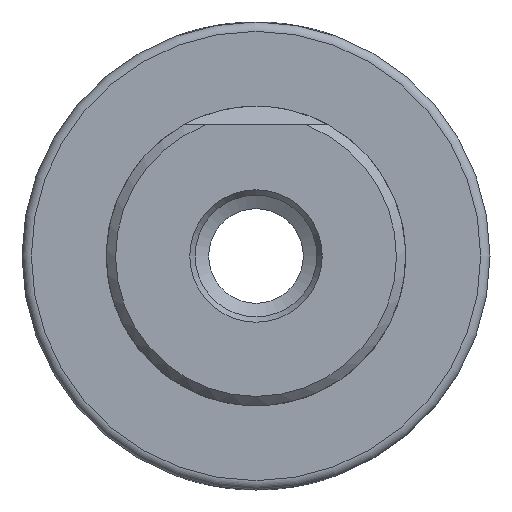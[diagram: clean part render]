
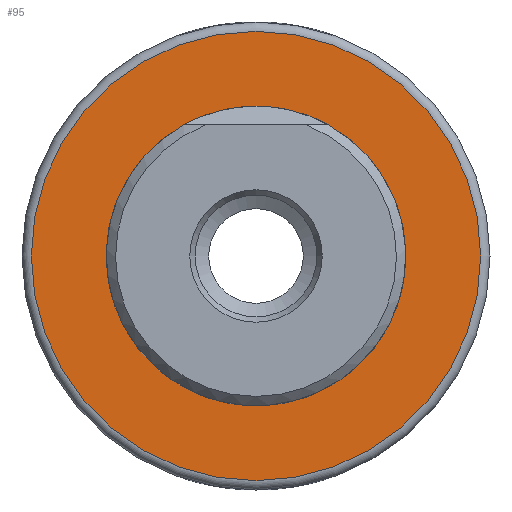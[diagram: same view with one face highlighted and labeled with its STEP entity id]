
A CAD part, left-side view. The second image highlights one B-rep face of the part: STEP entity #95.
In plain terms, the highlighted planar face has unit normal (-1, 0, 0).
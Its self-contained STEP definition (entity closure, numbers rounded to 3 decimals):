
#95 = ADVANCED_FACE( '', ( #212, #213 ), #214, .T. );
#212 = FACE_OUTER_BOUND( '', #369, .T. );
#213 = FACE_BOUND( '', #370, .T. );
#214 = PLANE( '', #371 );
#369 = EDGE_LOOP( '', ( #578 ) );
#370 = EDGE_LOOP( '', ( #579 ) );
#371 = AXIS2_PLACEMENT_3D( '', #580, #581, #582 );
#578 = ORIENTED_EDGE( '', *, *, #625, .T. );
#579 = ORIENTED_EDGE( '', *, *, #670, .F. );
#580 = CARTESIAN_POINT( '', ( 0., 15.5, 0. ) );
#581 = DIRECTION( '', ( -1., 0., 0. ) );
#582 = DIRECTION( '', ( 0., 0., 1. ) );
#625 = EDGE_CURVE( '', #694, #694, #695, .T. );
#670 = EDGE_CURVE( '', #766, #766, #767, .T. );
#694 = VERTEX_POINT( '', #796 );
#695 = CIRCLE( '', #797, 24. );
#766 = VERTEX_POINT( '', #1187 );
#767 = CIRCLE( '', #1188, 15.5 );
#796 = CARTESIAN_POINT( '', ( 0., 0., 24. ) );
#797 = AXIS2_PLACEMENT_3D( '', #1219, #1220, #1221 );
#1187 = CARTESIAN_POINT( '', ( 0., 0., 15.5 ) );
#1188 = AXIS2_PLACEMENT_3D( '', #1273, #1274, #1275 );
#1219 = CARTESIAN_POINT( '', ( 0., 0., 0. ) );
#1220 = DIRECTION( '', ( -1., 0., 0. ) );
#1221 = DIRECTION( '', ( 0., 0., 1. ) );
#1273 = CARTESIAN_POINT( '', ( 0., 0., 0. ) );
#1274 = DIRECTION( '', ( -1., 0., 0. ) );
#1275 = DIRECTION( '', ( 0., 0., 1. ) );
